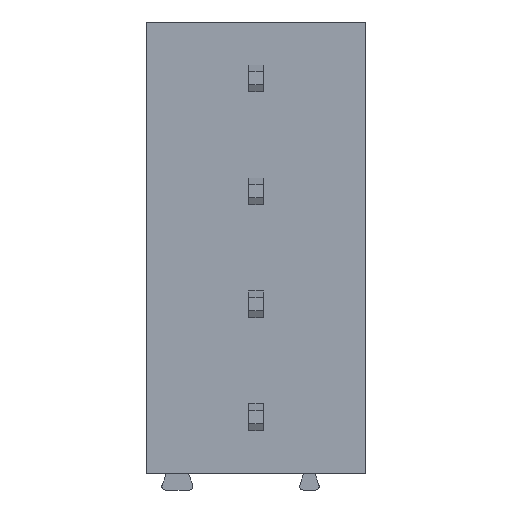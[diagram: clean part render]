
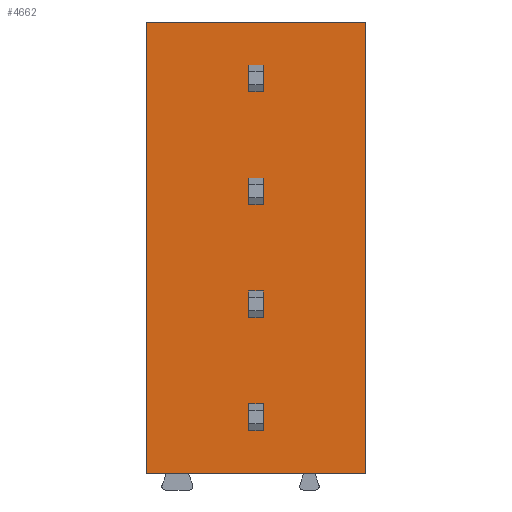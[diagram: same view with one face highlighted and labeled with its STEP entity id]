
A CAD part, front view. The second image highlights one B-rep face of the part: STEP entity #4662.
In plain terms, the highlighted planar face has unit normal (0, -1, 0).
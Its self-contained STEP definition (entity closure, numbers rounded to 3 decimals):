
#45=DIRECTION('',(1.,0.,0.));
#46=VECTOR('',#45,7.4);
#47=CARTESIAN_POINT('',(-3.7,-4.8,-13.335));
#48=LINE('',#47,#46);
#1277=DIRECTION('',(1.,0.,0.));
#1278=VECTOR('',#1277,7.4);
#1279=CARTESIAN_POINT('',(-3.7,-4.8,1.905));
#1280=LINE('',#1279,#1278);
#1355=DIRECTION('',(0.,0.,1.));
#1356=VECTOR('',#1355,15.24);
#1357=CARTESIAN_POINT('',(3.7,-4.8,-13.335));
#1358=LINE('',#1357,#1356);
#1423=DIRECTION('',(0.,0.,1.));
#1424=VECTOR('',#1423,15.24);
#1425=CARTESIAN_POINT('',(-3.7,-4.8,-13.335));
#1426=LINE('',#1425,#1424);
#1427=DIRECTION('',(0.,0.,-1.));
#1428=VECTOR('',#1427,0.9);
#1429=CARTESIAN_POINT('',(-0.25,-4.8,0.45));
#1430=LINE('',#1429,#1428);
#1431=DIRECTION('',(1.,0.,0.));
#1432=VECTOR('',#1431,0.5);
#1433=CARTESIAN_POINT('',(-0.25,-4.8,-0.45));
#1434=LINE('',#1433,#1432);
#1435=DIRECTION('',(0.,0.,-1.));
#1436=VECTOR('',#1435,0.9);
#1437=CARTESIAN_POINT('',(0.25,-4.8,0.45));
#1438=LINE('',#1437,#1436);
#1439=DIRECTION('',(1.,0.,0.));
#1440=VECTOR('',#1439,0.5);
#1441=CARTESIAN_POINT('',(-0.25,-4.8,0.45));
#1442=LINE('',#1441,#1440);
#1443=DIRECTION('',(0.,0.,-1.));
#1444=VECTOR('',#1443,0.9);
#1445=CARTESIAN_POINT('',(-0.25,-4.8,-3.36));
#1446=LINE('',#1445,#1444);
#1447=DIRECTION('',(1.,0.,0.));
#1448=VECTOR('',#1447,0.5);
#1449=CARTESIAN_POINT('',(-0.25,-4.8,-4.26));
#1450=LINE('',#1449,#1448);
#1451=DIRECTION('',(0.,0.,-1.));
#1452=VECTOR('',#1451,0.9);
#1453=CARTESIAN_POINT('',(0.25,-4.8,-3.36));
#1454=LINE('',#1453,#1452);
#1455=DIRECTION('',(1.,0.,0.));
#1456=VECTOR('',#1455,0.5);
#1457=CARTESIAN_POINT('',(-0.25,-4.8,-3.36));
#1458=LINE('',#1457,#1456);
#1459=DIRECTION('',(0.,0.,-1.));
#1460=VECTOR('',#1459,0.9);
#1461=CARTESIAN_POINT('',(-0.25,-4.8,-7.17));
#1462=LINE('',#1461,#1460);
#1463=DIRECTION('',(1.,0.,0.));
#1464=VECTOR('',#1463,0.5);
#1465=CARTESIAN_POINT('',(-0.25,-4.8,-8.07));
#1466=LINE('',#1465,#1464);
#1467=DIRECTION('',(0.,0.,-1.));
#1468=VECTOR('',#1467,0.9);
#1469=CARTESIAN_POINT('',(0.25,-4.8,-7.17));
#1470=LINE('',#1469,#1468);
#1471=DIRECTION('',(1.,0.,0.));
#1472=VECTOR('',#1471,0.5);
#1473=CARTESIAN_POINT('',(-0.25,-4.8,-7.17));
#1474=LINE('',#1473,#1472);
#1475=DIRECTION('',(0.,0.,-1.));
#1476=VECTOR('',#1475,0.9);
#1477=CARTESIAN_POINT('',(-0.25,-4.8,-10.98));
#1478=LINE('',#1477,#1476);
#1479=DIRECTION('',(1.,0.,0.));
#1480=VECTOR('',#1479,0.5);
#1481=CARTESIAN_POINT('',(-0.25,-4.8,-11.88));
#1482=LINE('',#1481,#1480);
#1483=DIRECTION('',(0.,0.,-1.));
#1484=VECTOR('',#1483,0.9);
#1485=CARTESIAN_POINT('',(0.25,-4.8,-10.98));
#1486=LINE('',#1485,#1484);
#1487=DIRECTION('',(1.,0.,0.));
#1488=VECTOR('',#1487,0.5);
#1489=CARTESIAN_POINT('',(-0.25,-4.8,-10.98));
#1490=LINE('',#1489,#1488);
#2136=CARTESIAN_POINT('',(-3.7,-4.8,-13.335));
#2138=VERTEX_POINT('',#2136);
#2139=CARTESIAN_POINT('',(3.7,-4.8,-13.335));
#2140=VERTEX_POINT('',#2139);
#2148=CARTESIAN_POINT('',(-3.7,-4.8,1.905));
#2150=VERTEX_POINT('',#2148);
#2151=CARTESIAN_POINT('',(3.7,-4.8,1.905));
#2152=VERTEX_POINT('',#2151);
#2681=CARTESIAN_POINT('',(-0.25,-4.8,0.45));
#2682=CARTESIAN_POINT('',(-0.25,-4.8,-0.45));
#2683=VERTEX_POINT('',#2681);
#2684=VERTEX_POINT('',#2682);
#2685=CARTESIAN_POINT('',(0.25,-4.8,0.45));
#2686=CARTESIAN_POINT('',(0.25,-4.8,-0.45));
#2687=VERTEX_POINT('',#2685);
#2688=VERTEX_POINT('',#2686);
#2705=CARTESIAN_POINT('',(-0.25,-4.8,-3.36));
#2706=CARTESIAN_POINT('',(-0.25,-4.8,-4.26));
#2707=VERTEX_POINT('',#2705);
#2708=VERTEX_POINT('',#2706);
#2709=CARTESIAN_POINT('',(0.25,-4.8,-3.36));
#2710=CARTESIAN_POINT('',(0.25,-4.8,-4.26));
#2711=VERTEX_POINT('',#2709);
#2712=VERTEX_POINT('',#2710);
#2729=CARTESIAN_POINT('',(-0.25,-4.8,-7.17));
#2730=CARTESIAN_POINT('',(-0.25,-4.8,-8.07));
#2731=VERTEX_POINT('',#2729);
#2732=VERTEX_POINT('',#2730);
#2733=CARTESIAN_POINT('',(0.25,-4.8,-7.17));
#2734=CARTESIAN_POINT('',(0.25,-4.8,-8.07));
#2735=VERTEX_POINT('',#2733);
#2736=VERTEX_POINT('',#2734);
#2753=CARTESIAN_POINT('',(-0.25,-4.8,-10.98));
#2754=CARTESIAN_POINT('',(-0.25,-4.8,-11.88));
#2755=VERTEX_POINT('',#2753);
#2756=VERTEX_POINT('',#2754);
#2757=CARTESIAN_POINT('',(0.25,-4.8,-10.98));
#2758=CARTESIAN_POINT('',(0.25,-4.8,-11.88));
#2759=VERTEX_POINT('',#2757);
#2760=VERTEX_POINT('',#2758);
#4611=CARTESIAN_POINT('',(-3.7,-4.8,-13.335));
#4612=DIRECTION('',(0.,-1.,0.));
#4613=DIRECTION('',(1.,0.,0.));
#4614=AXIS2_PLACEMENT_3D('',#4611,#4612,#4613);
#4615=PLANE('',#4614);
#4616=ORIENTED_EDGE('',*,*,#2784,.F.);
#4617=ORIENTED_EDGE('',*,*,#4274,.T.);
#4618=ORIENTED_EDGE('',*,*,#4435,.T.);
#4619=ORIENTED_EDGE('',*,*,#4564,.F.);
#4620=EDGE_LOOP('',(#4616,#4617,#4618,#4619));
#4621=FACE_OUTER_BOUND('',#4620,.F.);
#4623=ORIENTED_EDGE('',*,*,#4622,.T.);
#4625=ORIENTED_EDGE('',*,*,#4624,.T.);
#4627=ORIENTED_EDGE('',*,*,#4626,.F.);
#4629=ORIENTED_EDGE('',*,*,#4628,.F.);
#4630=EDGE_LOOP('',(#4623,#4625,#4627,#4629));
#4631=FACE_BOUND('',#4630,.F.);
#4633=ORIENTED_EDGE('',*,*,#4632,.T.);
#4635=ORIENTED_EDGE('',*,*,#4634,.T.);
#4637=ORIENTED_EDGE('',*,*,#4636,.F.);
#4639=ORIENTED_EDGE('',*,*,#4638,.F.);
#4640=EDGE_LOOP('',(#4633,#4635,#4637,#4639));
#4641=FACE_BOUND('',#4640,.F.);
#4643=ORIENTED_EDGE('',*,*,#4642,.T.);
#4645=ORIENTED_EDGE('',*,*,#4644,.T.);
#4647=ORIENTED_EDGE('',*,*,#4646,.F.);
#4649=ORIENTED_EDGE('',*,*,#4648,.F.);
#4650=EDGE_LOOP('',(#4643,#4645,#4647,#4649));
#4651=FACE_BOUND('',#4650,.F.);
#4653=ORIENTED_EDGE('',*,*,#4652,.T.);
#4655=ORIENTED_EDGE('',*,*,#4654,.T.);
#4657=ORIENTED_EDGE('',*,*,#4656,.F.);
#4659=ORIENTED_EDGE('',*,*,#4658,.F.);
#4660=EDGE_LOOP('',(#4653,#4655,#4657,#4659));
#4661=FACE_BOUND('',#4660,.F.);
#2784=EDGE_CURVE('',#2138,#2140,#48,.T.);
#4274=EDGE_CURVE('',#2138,#2150,#1426,.T.);
#4435=EDGE_CURVE('',#2150,#2152,#1280,.T.);
#4564=EDGE_CURVE('',#2140,#2152,#1358,.T.);
#4622=EDGE_CURVE('',#2683,#2684,#1430,.T.);
#4624=EDGE_CURVE('',#2684,#2688,#1434,.T.);
#4626=EDGE_CURVE('',#2687,#2688,#1438,.T.);
#4628=EDGE_CURVE('',#2683,#2687,#1442,.T.);
#4632=EDGE_CURVE('',#2707,#2708,#1446,.T.);
#4634=EDGE_CURVE('',#2708,#2712,#1450,.T.);
#4636=EDGE_CURVE('',#2711,#2712,#1454,.T.);
#4638=EDGE_CURVE('',#2707,#2711,#1458,.T.);
#4642=EDGE_CURVE('',#2731,#2732,#1462,.T.);
#4644=EDGE_CURVE('',#2732,#2736,#1466,.T.);
#4646=EDGE_CURVE('',#2735,#2736,#1470,.T.);
#4648=EDGE_CURVE('',#2731,#2735,#1474,.T.);
#4652=EDGE_CURVE('',#2755,#2756,#1478,.T.);
#4654=EDGE_CURVE('',#2756,#2760,#1482,.T.);
#4656=EDGE_CURVE('',#2759,#2760,#1486,.T.);
#4658=EDGE_CURVE('',#2755,#2759,#1490,.T.);
#4662=ADVANCED_FACE('',(#4621,#4631,#4641,#4651,#4661),#4615,.T.);
